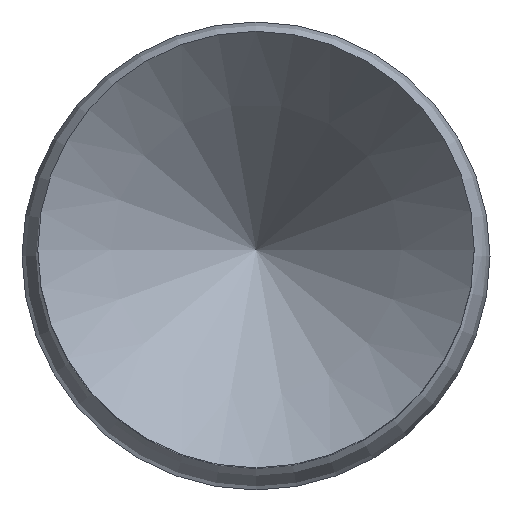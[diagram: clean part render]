
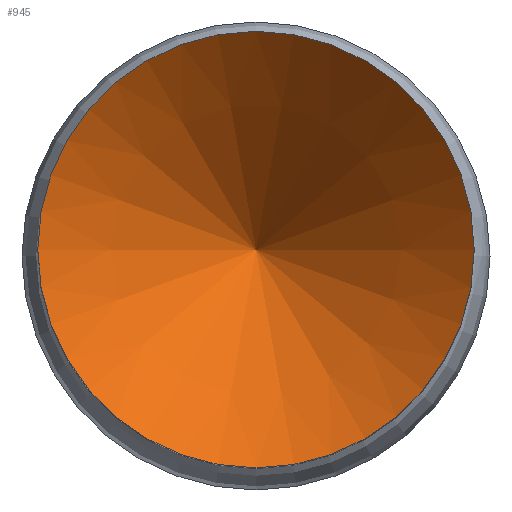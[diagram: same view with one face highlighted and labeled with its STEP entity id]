
A CAD part, top view. The second image highlights one B-rep face of the part: STEP entity #945.
In plain terms, the highlighted conical face has half-angle 45 degrees and reference radius 2 mm.
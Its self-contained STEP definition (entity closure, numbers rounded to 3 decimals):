
#861 = EDGE_CURVE('',#862,#862,#864,.T.);
#862 = VERTEX_POINT('',#863);
#863 = CARTESIAN_POINT('',(0.9,0.,33.15));
#864 = SURFACE_CURVE('',#865,(#870,#882),.PCURVE_S1.);
#865 = CIRCLE('',#866,0.9);
#866 = AXIS2_PLACEMENT_3D('',#867,#868,#869);
#867 = CARTESIAN_POINT('',(0.,0.,33.15));
#868 = DIRECTION('',(-0.,0.,1.));
#869 = DIRECTION('',(0.,-1.,0.));
#870 = PCURVE('',#871,#876);
#871 = CYLINDRICAL_SURFACE('',#872,0.9);
#872 = AXIS2_PLACEMENT_3D('',#873,#874,#875);
#873 = CARTESIAN_POINT('',(0.,0.,31.35));
#874 = DIRECTION('',(0.,0.,1.));
#875 = DIRECTION('',(1.,0.,0.));
#876 = DEFINITIONAL_REPRESENTATION('',(#877),#881);
#877 = LINE('',#878,#879);
#878 = CARTESIAN_POINT('',(-1.571,1.8));
#879 = VECTOR('',#880,1.);
#880 = DIRECTION('',(1.,0.));
#881 = ( GEOMETRIC_REPRESENTATION_CONTEXT(2) 
PARAMETRIC_REPRESENTATION_CONTEXT() REPRESENTATION_CONTEXT('2D SPACE',''
  ) );
#882 = PCURVE('',#883,#888);
#883 = CONICAL_SURFACE('',#884,2.,0.785);
#884 = AXIS2_PLACEMENT_3D('',#885,#886,#887);
#885 = CARTESIAN_POINT('',(0.,0.,34.25));
#886 = DIRECTION('',(0.,0.,1.));
#887 = DIRECTION('',(1.,0.,0.));
#888 = DEFINITIONAL_REPRESENTATION('',(#889),#893);
#889 = LINE('',#890,#891);
#890 = CARTESIAN_POINT('',(-1.571,-1.1));
#891 = VECTOR('',#892,1.);
#892 = DIRECTION('',(1.,-0.));
#893 = ( GEOMETRIC_REPRESENTATION_CONTEXT(2) 
PARAMETRIC_REPRESENTATION_CONTEXT() REPRESENTATION_CONTEXT('2D SPACE',''
  ) );
#945 = ADVANCED_FACE('',(#946),#883,.F.);
#946 = FACE_BOUND('',#947,.T.);
#947 = EDGE_LOOP('',(#948,#971,#972));
#948 = ORIENTED_EDGE('',*,*,#949,.T.);
#949 = EDGE_CURVE('',#862,#950,#952,.T.);
#950 = VERTEX_POINT('',#951);
#951 = CARTESIAN_POINT('',(0.,0.,32.25)
  );
#952 = SEAM_CURVE('',#953,(#957,#964),.PCURVE_S1.);
#953 = LINE('',#954,#955);
#954 = CARTESIAN_POINT('',(2.,0.,34.25));
#955 = VECTOR('',#956,1.);
#956 = DIRECTION('',(-0.707,0.,-0.707)
  );
#957 = PCURVE('',#883,#958);
#958 = DEFINITIONAL_REPRESENTATION('',(#959),#963);
#959 = LINE('',#960,#961);
#960 = CARTESIAN_POINT('',(6.283,0.));
#961 = VECTOR('',#962,1.);
#962 = DIRECTION('',(0.,-1.));
#963 = ( GEOMETRIC_REPRESENTATION_CONTEXT(2) 
PARAMETRIC_REPRESENTATION_CONTEXT() REPRESENTATION_CONTEXT('2D SPACE',''
  ) );
#964 = PCURVE('',#883,#965);
#965 = DEFINITIONAL_REPRESENTATION('',(#966),#970);
#966 = LINE('',#967,#968);
#967 = CARTESIAN_POINT('',(-0.,0.));
#968 = VECTOR('',#969,1.);
#969 = DIRECTION('',(0.,-1.));
#970 = ( GEOMETRIC_REPRESENTATION_CONTEXT(2) 
PARAMETRIC_REPRESENTATION_CONTEXT() REPRESENTATION_CONTEXT('2D SPACE',''
  ) );
#971 = ORIENTED_EDGE('',*,*,#949,.F.);
#972 = ORIENTED_EDGE('',*,*,#861,.T.);
